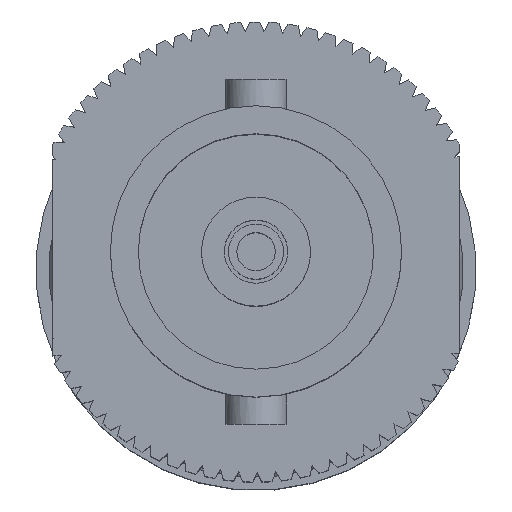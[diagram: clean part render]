
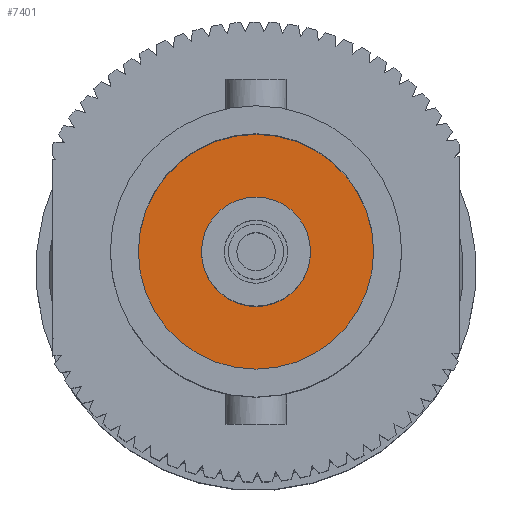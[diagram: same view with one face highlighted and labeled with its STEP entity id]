
A CAD part, top view. The second image highlights one B-rep face of the part: STEP entity #7401.
In plain terms, the highlighted planar face has unit normal (0, 0, 1).
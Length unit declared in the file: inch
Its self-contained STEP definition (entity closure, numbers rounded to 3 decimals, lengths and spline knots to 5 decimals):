
#216=FACE_BOUND('',#1208,.T.);
#385=CIRCLE('',#7926,0.15349);
#386=CIRCLE('',#7927,0.07113);
#755=FACE_OUTER_BOUND('',#1207,.T.);
#1207=EDGE_LOOP('',(#5013));
#1208=EDGE_LOOP('',(#5014));
#3035=VERTEX_POINT('',#11304);
#3036=VERTEX_POINT('',#11306);
#3795=EDGE_CURVE('',#3035,#3035,#385,.T.);
#3796=EDGE_CURVE('',#3036,#3036,#386,.T.);
#5013=ORIENTED_EDGE('',*,*,#3795,.T.);
#5014=ORIENTED_EDGE('',*,*,#3796,.F.);
#6677=PLANE('',#7925);
#7401=ADVANCED_FACE('',(#755,#216),#6677,.F.);
#7925=AXIS2_PLACEMENT_3D('',#11303,#8953,#8954);
#7926=AXIS2_PLACEMENT_3D('',#11305,#8955,#8956);
#7927=AXIS2_PLACEMENT_3D('',#11307,#8957,#8958);
#8953=DIRECTION('center_axis',(0.,0.,
-1.));
#8954=DIRECTION('ref_axis',(1.,0.,0.));
#8955=DIRECTION('center_axis',(0.,0.,
1.));
#8956=DIRECTION('ref_axis',(1.,0.,0.));
#8957=DIRECTION('center_axis',(0.,0.,
1.));
#8958=DIRECTION('ref_axis',(1.,0.,0.));
#11303=CARTESIAN_POINT('Origin',(-2.76905,1.3552,2.19062));
#11304=CARTESIAN_POINT('',(-2.92254,1.3552,2.19062));
#11305=CARTESIAN_POINT('Origin',(-2.76905,1.3552,2.19062));
#11306=CARTESIAN_POINT('',(-2.84018,1.3552,2.19062));
#11307=CARTESIAN_POINT('Origin',(-2.76905,1.3552,2.19062));
